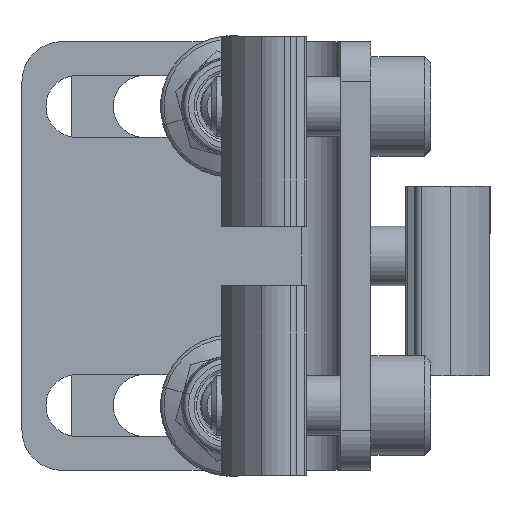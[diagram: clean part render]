
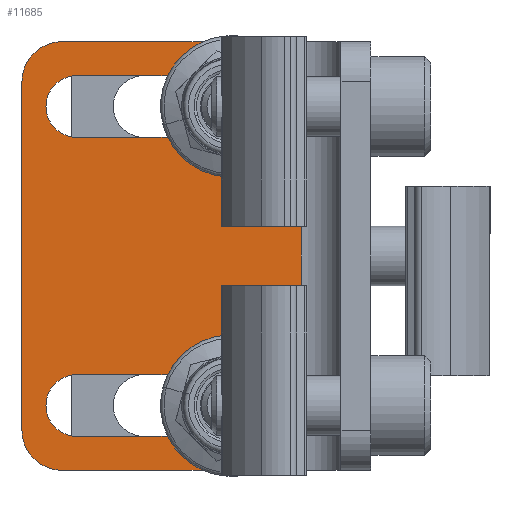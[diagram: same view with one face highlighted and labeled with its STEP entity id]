
A CAD part, front view. The second image highlights one B-rep face of the part: STEP entity #11685.
In plain terms, the highlighted face is planar.
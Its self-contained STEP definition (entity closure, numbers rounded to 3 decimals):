
#50 = LINE ( 'NONE', #17235, #1655 ) ;
#315 = EDGE_CURVE ( 'NONE', #13733, #19467, #13997, .T. ) ;
#352 = CARTESIAN_POINT ( 'NONE',  ( 3., 35., -11.9 ) ) ;
#465 = ORIENTED_EDGE ( 'NONE', *, *, #15632, .F. ) ;
#835 = VECTOR ( 'NONE', #11784, 1000. ) ;
#1093 = EDGE_LOOP ( 'NONE', ( #9984, #1833, #21750, #12432, #16294, #1770 ) ) ;
#1121 = VERTEX_POINT ( 'NONE', #21290 ) ;
#1150 = AXIS2_PLACEMENT_3D ( 'NONE', #1977, #13860, #20313 ) ;
#1631 = VERTEX_POINT ( 'NONE', #5349 ) ;
#1655 = VECTOR ( 'NONE', #8905, 1000. ) ;
#1727 = EDGE_LOOP ( 'NONE', ( #4368, #11933, #18938, #4448, #10033 ) ) ;
#1770 = ORIENTED_EDGE ( 'NONE', *, *, #6702, .F. ) ;
#1818 = VECTOR ( 'NONE', #14243, 1000. ) ;
#1833 = ORIENTED_EDGE ( 'NONE', *, *, #20664, .F. ) ;
#1931 = CARTESIAN_POINT ( 'NONE',  ( 3., 35., 18.1 ) ) ;
#1977 = CARTESIAN_POINT ( 'NONE',  ( 3., 10.5, 15. ) ) ;
#2106 = DIRECTION ( 'NONE',  ( 1., 0., 0. ) ) ;
#2362 = AXIS2_PLACEMENT_3D ( 'NONE', #20763, #12268, #10607 ) ;
#2667 = CARTESIAN_POINT ( 'NONE',  ( 3., 29.5, -11.9 ) ) ;
#3007 = CARTESIAN_POINT ( 'NONE',  ( 3., 31., 21.5 ) ) ;
#3094 = VECTOR ( 'NONE', #7450, 1000. ) ;
#3655 = LINE ( 'NONE', #3877, #12241 ) ;
#3682 = EDGE_CURVE ( 'NONE', #5946, #15871, #16411, .T. ) ;
#3702 = CARTESIAN_POINT ( 'NONE',  ( 3., 35., -17.5 ) ) ;
#3877 = CARTESIAN_POINT ( 'NONE',  ( 3., 7., 21.5 ) ) ;
#4229 = DIRECTION ( 'NONE',  ( 0., 0., 1. ) ) ;
#4368 = ORIENTED_EDGE ( 'NONE', *, *, #3682, .F. ) ;
#4448 = ORIENTED_EDGE ( 'NONE', *, *, #8366, .F. ) ;
#4754 = EDGE_CURVE ( 'NONE', #9896, #5555, #8661, .T. ) ;
#4842 = CARTESIAN_POINT ( 'NONE',  ( 3., 29.5, -18.1 ) ) ;
#4843 = CIRCLE ( 'NONE', #17300, 3.1 ) ;
#5098 = VECTOR ( 'NONE', #11731, 1000. ) ;
#5282 = CARTESIAN_POINT ( 'NONE',  ( 3., 10.5, 18.1 ) ) ;
#5288 = ORIENTED_EDGE ( 'NONE', *, *, #6804, .F. ) ;
#5349 = CARTESIAN_POINT ( 'NONE',  ( 3., 10.5, -11.9 ) ) ;
#5555 = VERTEX_POINT ( 'NONE', #11585 ) ;
#5827 = EDGE_CURVE ( 'NONE', #6920, #10930, #50, .T. ) ;
#5946 = VERTEX_POINT ( 'NONE', #4842 ) ;
#6140 = ORIENTED_EDGE ( 'NONE', *, *, #15192, .F. ) ;
#6608 = DIRECTION ( 'NONE',  ( 0., -1., 0. ) ) ;
#6690 = CARTESIAN_POINT ( 'NONE',  ( 3., 7., -21.5 ) ) ;
#6702 = EDGE_CURVE ( 'NONE', #5555, #13733, #14864, .T. ) ;
#6804 = EDGE_CURVE ( 'NONE', #15658, #6920, #20050, .T. ) ;
#6830 = AXIS2_PLACEMENT_3D ( 'NONE', #17703, #9242, #19288 ) ;
#6920 = VERTEX_POINT ( 'NONE', #21537 ) ;
#7128 = CARTESIAN_POINT ( 'NONE',  ( 3., 7., 21.5 ) ) ;
#7230 = AXIS2_PLACEMENT_3D ( 'NONE', #13695, #18712, #11550 ) ;
#7450 = DIRECTION ( 'NONE',  ( 0., 1., 0. ) ) ;
#7597 = DIRECTION ( 'NONE',  ( -1., 0., 0. ) ) ;
#8309 = DIRECTION ( 'NONE',  ( 0., 1., 0. ) ) ;
#8366 = EDGE_CURVE ( 'NONE', #1631, #11431, #10550, .T. ) ;
#8507 = FACE_OUTER_BOUND ( 'NONE', #1093, .T. ) ;
#8661 = CIRCLE ( 'NONE', #17535, 4. ) ;
#8728 = FACE_BOUND ( 'NONE', #1727, .T. ) ;
#8905 = DIRECTION ( 'NONE',  ( 0., 1., 0. ) ) ;
#8931 = DIRECTION ( 'NONE',  ( 0., 0., 1. ) ) ;
#8954 = DIRECTION ( 'NONE',  ( 0., -1., 0. ) ) ;
#8997 = LINE ( 'NONE', #7128, #3094 ) ;
#9242 = DIRECTION ( 'NONE',  ( 1., 0., 0. ) ) ;
#9649 = CARTESIAN_POINT ( 'NONE',  ( 3., 7.4, 15. ) ) ;
#9652 = CARTESIAN_POINT ( 'NONE',  ( 3., 29.5, 11.9 ) ) ;
#9896 = VERTEX_POINT ( 'NONE', #3007 ) ;
#9940 = CARTESIAN_POINT ( 'NONE',  ( 3., 35., -18.1 ) ) ;
#9984 = ORIENTED_EDGE ( 'NONE', *, *, #4754, .F. ) ;
#10033 = ORIENTED_EDGE ( 'NONE', *, *, #22081, .F. ) ;
#10090 = ORIENTED_EDGE ( 'NONE', *, *, #13094, .F. ) ;
#10269 = CARTESIAN_POINT ( 'NONE',  ( 3., 29.5, 15. ) ) ;
#10502 = LINE ( 'NONE', #352, #17049 ) ;
#10550 = CIRCLE ( 'NONE', #15184, 3.1 ) ;
#10607 = DIRECTION ( 'NONE',  ( 0., -1., 0. ) ) ;
#10645 = CARTESIAN_POINT ( 'NONE',  ( 3., 10.5, -18.1 ) ) ;
#10930 = VERTEX_POINT ( 'NONE', #9652 ) ;
#11265 = VERTEX_POINT ( 'NONE', #10645 ) ;
#11431 = VERTEX_POINT ( 'NONE', #16853 ) ;
#11550 = DIRECTION ( 'NONE',  ( 0., 0., -1. ) ) ;
#11585 = CARTESIAN_POINT ( 'NONE',  ( 3., 35., 17.5 ) ) ;
#11685 = ADVANCED_FACE ( 'NONE', ( #13727, #8728, #8507 ), #15174, .F. ) ;
#11731 = DIRECTION ( 'NONE',  ( 0., 0., -1. ) ) ;
#11784 = DIRECTION ( 'NONE',  ( 0., 1., 0. ) ) ;
#11933 = ORIENTED_EDGE ( 'NONE', *, *, #12283, .F. ) ;
#12226 = CIRCLE ( 'NONE', #1150, 3.1 ) ;
#12241 = VECTOR ( 'NONE', #8931, 1000. ) ;
#12268 = DIRECTION ( 'NONE',  ( 1., 0., 0. ) ) ;
#12283 = EDGE_CURVE ( 'NONE', #11265, #5946, #18551, .T. ) ;
#12295 = DIRECTION ( 'NONE',  ( 0., -1., 0. ) ) ;
#12432 = ORIENTED_EDGE ( 'NONE', *, *, #16287, .T. ) ;
#12715 = VERTEX_POINT ( 'NONE', #5282 ) ;
#13088 = EDGE_LOOP ( 'NONE', ( #6140, #18019, #5288, #10090, #465 ) ) ;
#13094 = EDGE_CURVE ( 'NONE', #12715, #15658, #12226, .T. ) ;
#13304 = CARTESIAN_POINT ( 'NONE',  ( 3., 7., 21.5 ) ) ;
#13379 = AXIS2_PLACEMENT_3D ( 'NONE', #16824, #13612, #6608 ) ;
#13612 = DIRECTION ( 'NONE',  ( -1., 0., 0. ) ) ;
#13695 = CARTESIAN_POINT ( 'NONE',  ( 3., 31., -17.5 ) ) ;
#13727 = FACE_BOUND ( 'NONE', #13088, .T. ) ;
#13733 = VERTEX_POINT ( 'NONE', #3702 ) ;
#13860 = DIRECTION ( 'NONE',  ( 1., 0., 0. ) ) ;
#13884 = VERTEX_POINT ( 'NONE', #16622 ) ;
#13997 = CIRCLE ( 'NONE', #7230, 4. ) ;
#14243 = DIRECTION ( 'NONE',  ( 0., -1., 0. ) ) ;
#14601 = CARTESIAN_POINT ( 'NONE',  ( 3., 10.5, -15. ) ) ;
#14864 = LINE ( 'NONE', #14970, #5098 ) ;
#14970 = CARTESIAN_POINT ( 'NONE',  ( 3., 35., 21.5 ) ) ;
#15174 = PLANE ( 'NONE',  #13379 ) ;
#15184 = AXIS2_PLACEMENT_3D ( 'NONE', #14601, #21517, #17936 ) ;
#15192 = EDGE_CURVE ( 'NONE', #10930, #13884, #4843, .T. ) ;
#15197 = DIRECTION ( 'NONE',  ( 1., 0., 0. ) ) ;
#15632 = EDGE_CURVE ( 'NONE', #13884, #12715, #17236, .T. ) ;
#15658 = VERTEX_POINT ( 'NONE', #9649 ) ;
#15810 = CARTESIAN_POINT ( 'NONE',  ( 3., 31., -21.5 ) ) ;
#15871 = VERTEX_POINT ( 'NONE', #2667 ) ;
#16029 = EDGE_CURVE ( 'NONE', #1121, #17369, #3655, .T. ) ;
#16278 = CARTESIAN_POINT ( 'NONE',  ( 3., 31., 17.5 ) ) ;
#16287 = EDGE_CURVE ( 'NONE', #1121, #19467, #21950, .T. ) ;
#16294 = ORIENTED_EDGE ( 'NONE', *, *, #315, .F. ) ;
#16411 = CIRCLE ( 'NONE', #6830, 3.1 ) ;
#16535 = VECTOR ( 'NONE', #8309, 1000. ) ;
#16622 = CARTESIAN_POINT ( 'NONE',  ( 3., 29.5, 18.1 ) ) ;
#16824 = CARTESIAN_POINT ( 'NONE',  ( 3., 35., 21.5 ) ) ;
#16853 = CARTESIAN_POINT ( 'NONE',  ( 3., 7.4, -15. ) ) ;
#17049 = VECTOR ( 'NONE', #12295, 1000. ) ;
#17235 = CARTESIAN_POINT ( 'NONE',  ( 3., 35., 11.9 ) ) ;
#17236 = LINE ( 'NONE', #1931, #1818 ) ;
#17300 = AXIS2_PLACEMENT_3D ( 'NONE', #10269, #15197, #18439 ) ;
#17369 = VERTEX_POINT ( 'NONE', #13304 ) ;
#17406 = CARTESIAN_POINT ( 'NONE',  ( 3., 10.5, 15. ) ) ;
#17535 = AXIS2_PLACEMENT_3D ( 'NONE', #16278, #7597, #4229 ) ;
#17697 = CIRCLE ( 'NONE', #2362, 3.1 ) ;
#17703 = CARTESIAN_POINT ( 'NONE',  ( 3., 29.5, -15. ) ) ;
#17936 = DIRECTION ( 'NONE',  ( 0., -1., 0. ) ) ;
#18019 = ORIENTED_EDGE ( 'NONE', *, *, #5827, .F. ) ;
#18439 = DIRECTION ( 'NONE',  ( 0., -1., 0. ) ) ;
#18551 = LINE ( 'NONE', #9940, #16535 ) ;
#18712 = DIRECTION ( 'NONE',  ( -1., 0., 0. ) ) ;
#18938 = ORIENTED_EDGE ( 'NONE', *, *, #20280, .F. ) ;
#19288 = DIRECTION ( 'NONE',  ( 0., -1., 0. ) ) ;
#19467 = VERTEX_POINT ( 'NONE', #15810 ) ;
#20050 = CIRCLE ( 'NONE', #21134, 3.1 ) ;
#20280 = EDGE_CURVE ( 'NONE', #11431, #11265, #17697, .T. ) ;
#20313 = DIRECTION ( 'NONE',  ( 0., -1., 0. ) ) ;
#20664 = EDGE_CURVE ( 'NONE', #17369, #9896, #8997, .T. ) ;
#20763 = CARTESIAN_POINT ( 'NONE',  ( 3., 10.5, -15. ) ) ;
#21134 = AXIS2_PLACEMENT_3D ( 'NONE', #17406, #2106, #8954 ) ;
#21290 = CARTESIAN_POINT ( 'NONE',  ( 3., 7., -21.5 ) ) ;
#21517 = DIRECTION ( 'NONE',  ( 1., 0., 0. ) ) ;
#21537 = CARTESIAN_POINT ( 'NONE',  ( 3., 10.5, 11.9 ) ) ;
#21750 = ORIENTED_EDGE ( 'NONE', *, *, #16029, .F. ) ;
#21950 = LINE ( 'NONE', #6690, #835 ) ;
#22081 = EDGE_CURVE ( 'NONE', #15871, #1631, #10502, .T. ) ;
